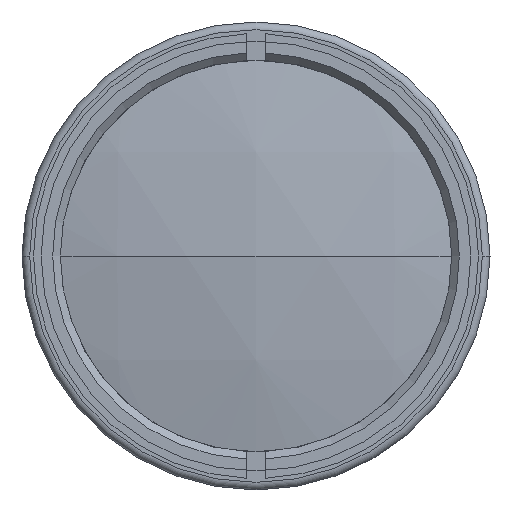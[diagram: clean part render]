
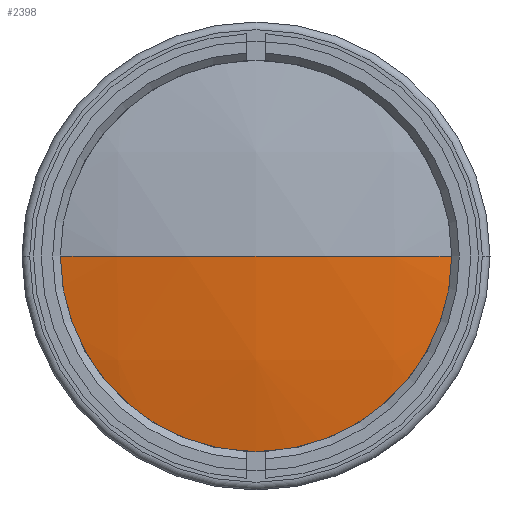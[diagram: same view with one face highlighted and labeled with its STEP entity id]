
A CAD part, left-side view. The second image highlights one B-rep face of the part: STEP entity #2398.
In plain terms, the highlighted spherical face has radius 124 mm.
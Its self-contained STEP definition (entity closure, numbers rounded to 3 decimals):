
#24 = AXIS2_PLACEMENT_3D ( 'NONE', #2636, #1460, #74 ) ;
#74 = DIRECTION ( 'NONE',  ( 0., -1., 0. ) ) ;
#144 = AXIS2_PLACEMENT_3D ( 'NONE', #2918, #2705, #2943 ) ;
#342 = FACE_OUTER_BOUND ( 'NONE', #2693, .T. ) ;
#408 = CARTESIAN_POINT ( 'NONE',  ( 16.66, 0., 0. ) ) ;
#756 = DIRECTION ( 'NONE',  ( 0., 0., -1. ) ) ;
#789 = EDGE_CURVE ( 'NONE', #1271, #1120, #2257, .T. ) ;
#917 = ORIENTED_EDGE ( 'NONE', *, *, #2782, .T. ) ;
#1030 = DIRECTION ( 'NONE',  ( 0., 1., 0. ) ) ;
#1120 = VERTEX_POINT ( 'NONE', #2983 ) ;
#1237 = DIRECTION ( 'NONE',  ( 0., 0., -1. ) ) ;
#1271 = VERTEX_POINT ( 'NONE', #2512 ) ;
#1460 = DIRECTION ( 'NONE',  ( 0., 0., 1. ) ) ;
#1482 = EDGE_CURVE ( 'NONE', #2186, #1120, #2489, .T. ) ;
#1540 = CARTESIAN_POINT ( 'NONE',  ( 16.66, 0., 0. ) ) ;
#1555 = ORIENTED_EDGE ( 'NONE', *, *, #789, .F. ) ;
#1766 = CARTESIAN_POINT ( 'NONE',  ( -104.365, -27., 0. ) ) ;
#2186 = VERTEX_POINT ( 'NONE', #1766 ) ;
#2257 = CIRCLE ( 'NONE', #24, 124. ) ;
#2327 = ORIENTED_EDGE ( 'NONE', *, *, #1482, .T. ) ;
#2392 = DIRECTION ( 'NONE',  ( 0., 1., 0. ) ) ;
#2398 = ADVANCED_FACE ( 'NONE', ( #342 ), #3249, .T. ) ;
#2489 = CIRCLE ( 'NONE', #3250, 124. ) ;
#2512 = CARTESIAN_POINT ( 'NONE',  ( -104.365, 27., 0. ) ) ;
#2636 = CARTESIAN_POINT ( 'NONE',  ( 16.66, 0., 0. ) ) ;
#2693 = EDGE_LOOP ( 'NONE', ( #917, #2327, #1555 ) ) ;
#2705 = DIRECTION ( 'NONE',  ( -1., 0., 0. ) ) ;
#2782 = EDGE_CURVE ( 'NONE', #1271, #2186, #2816, .T. ) ;
#2816 = CIRCLE ( 'NONE', #144, 27. ) ;
#2858 = AXIS2_PLACEMENT_3D ( 'NONE', #1540, #756, #1030 ) ;
#2918 = CARTESIAN_POINT ( 'NONE',  ( -104.365, 0., 0. ) ) ;
#2943 = DIRECTION ( 'NONE',  ( 0., 0., 1. ) ) ;
#2983 = CARTESIAN_POINT ( 'NONE',  ( -107.34, 0., 0. ) ) ;
#3249 = SPHERICAL_SURFACE ( 'NONE', #2858, 124. ) ;
#3250 = AXIS2_PLACEMENT_3D ( 'NONE', #408, #1237, #2392 ) ;
